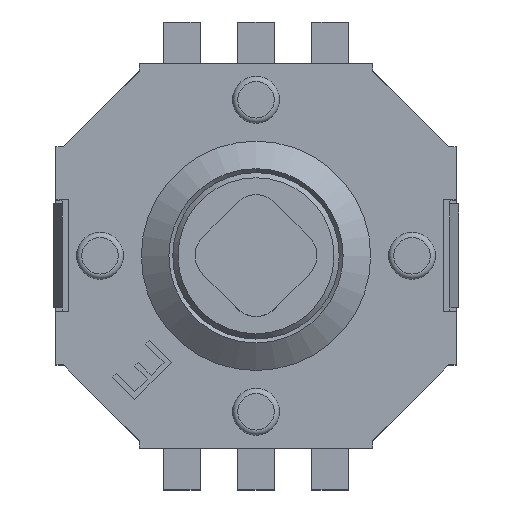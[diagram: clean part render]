
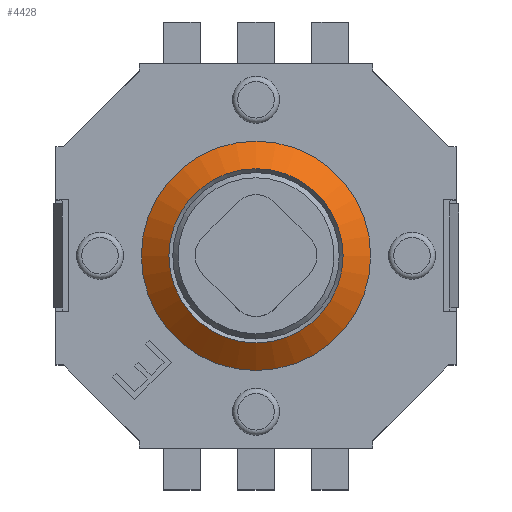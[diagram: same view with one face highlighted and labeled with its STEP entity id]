
A CAD part, top view. The second image highlights one B-rep face of the part: STEP entity #4428.
In plain terms, the highlighted conical face has half-angle 50.946 degrees and reference radius 25.4 mm.
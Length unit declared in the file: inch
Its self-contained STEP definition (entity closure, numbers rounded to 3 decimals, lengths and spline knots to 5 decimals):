
#174=CONICAL_SURFACE('',#4759,1.,0.889);
#225=CIRCLE('',#4739,0.08683);
#231=CIRCLE('',#4760,0.06597);
#398=FACE_OUTER_BOUND('',#662,.T.);
#662=EDGE_LOOP('',(#3273,#3274,#3275,#3276));
#1029=LINE('',#6702,#1545);
#1545=VECTOR('',#5417,1.);
#2039=VERTEX_POINT('',#6630);
#2061=VERTEX_POINT('',#6701);
#2490=EDGE_CURVE('',#2039,#2039,#225,.T.);
#2524=EDGE_CURVE('',#2039,#2061,#1029,.T.);
#2525=EDGE_CURVE('',#2061,#2061,#231,.T.);
#3273=ORIENTED_EDGE('',*,*,#2490,.F.);
#3274=ORIENTED_EDGE('',*,*,#2524,.T.);
#3275=ORIENTED_EDGE('',*,*,#2525,.F.);
#3276=ORIENTED_EDGE('',*,*,#2524,.F.);
#4428=ADVANCED_FACE('',(#398),#174,.T.);
#4739=AXIS2_PLACEMENT_3D('',#6631,#5347,#5348);
#4759=AXIS2_PLACEMENT_3D('',#6700,#5415,#5416);
#4760=AXIS2_PLACEMENT_3D('',#6703,#5418,#5419);
#5347=DIRECTION('center_axis',(0.,0.,-1.));
#5348=DIRECTION('ref_axis',(1.,0.,0.));
#5415=DIRECTION('center_axis',(0.,0.,-1.));
#5416=DIRECTION('ref_axis',(1.,0.,0.));
#5417=DIRECTION('',(0.777,0.,0.63));
#5418=DIRECTION('center_axis',(0.,0.,1.));
#5419=DIRECTION('ref_axis',(1.,0.,0.));
#6630=CARTESIAN_POINT('',(-0.08683,0.,0.0626));
#6631=CARTESIAN_POINT('Origin',(0.,0.,0.0626));
#6700=CARTESIAN_POINT('Origin',(0.,0.,-0.67831));
#6701=CARTESIAN_POINT('',(-0.06597,0.,0.07953));
#6702=CARTESIAN_POINT('',(-1.,0.,-0.67831));
#6703=CARTESIAN_POINT('Origin',(0.,0.,0.07953));
